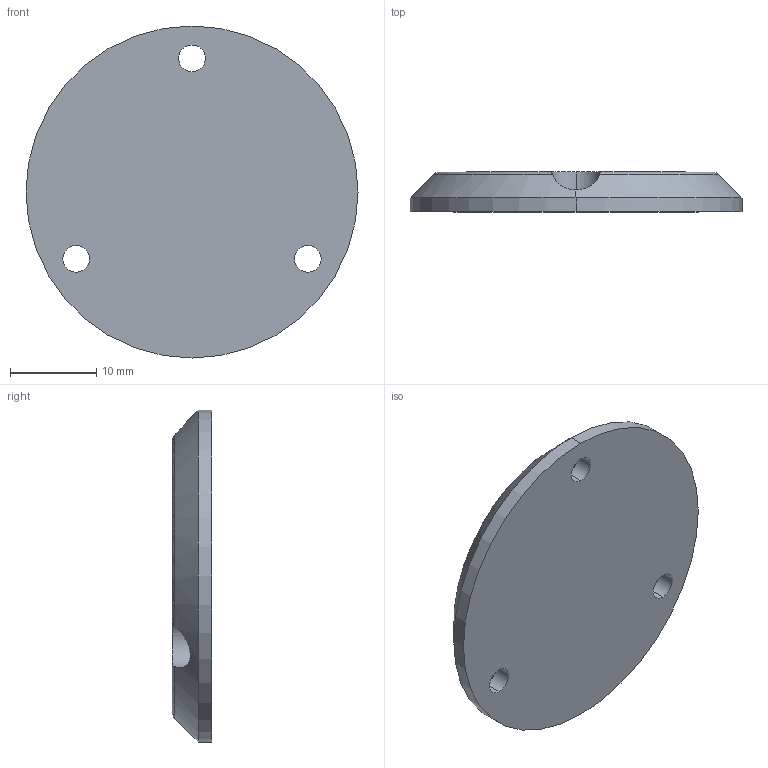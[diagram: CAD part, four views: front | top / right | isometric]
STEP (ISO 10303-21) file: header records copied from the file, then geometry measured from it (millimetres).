
FILE_DESCRIPTION (( 'STEP AP203' ), '1' );
FILE_NAME ('Tapa 4M1D_Predeterminado_sldprt.STEP', '2024-02-29T15:20:39', ( '' ), ( '' ), 'SwSTEP 2.0', 'SolidWorks 2022', '' );
FILE_SCHEMA (( 'CONFIG_CONTROL_DESIGN' ));
Length unit declared in the file: millimetre
Products named in the file (1): Tapa 4M1D_Predeterminado_sldprt
Bounding box: 38.5 x 4.6 x 38.5 mm (x, y, z)
Volume: 4622 mm3; surface area: 2763.3 mm2
Topology: 1 solids, 1 shells, 24 faces, 63 edges, 41 vertices
Faces by surface type: cylinder 14, plane 5, torus 3, cone 2
Entity records: 937 total; most frequent: CARTESIAN_POINT 243, DIRECTION 136, ORIENTED_EDGE 126, EDGE_CURVE 63, AXIS2_PLACEMENT_3D 60, VERTEX_POINT 41, CIRCLE 35, EDGE_LOOP 30
